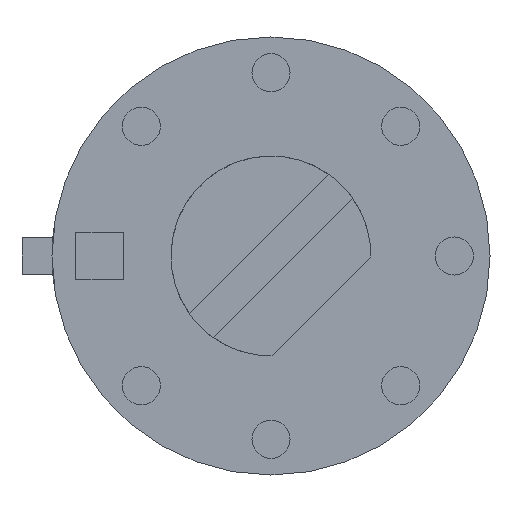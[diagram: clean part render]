
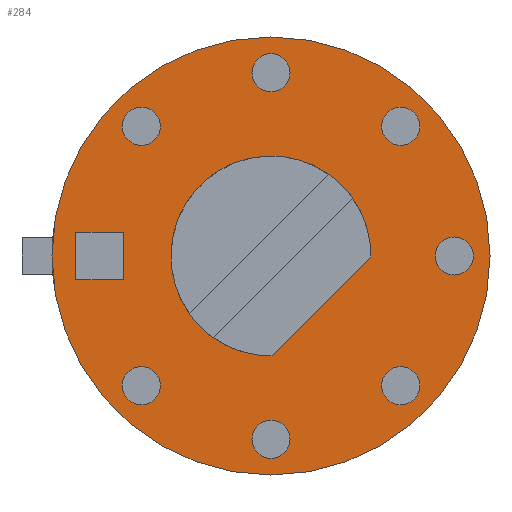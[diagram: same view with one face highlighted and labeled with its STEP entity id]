
A CAD part, left-side view. The second image highlights one B-rep face of the part: STEP entity #284.
In plain terms, the highlighted planar face has unit normal (-1, 0, 0).
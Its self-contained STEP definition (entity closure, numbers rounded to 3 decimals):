
#284=ADVANCED_FACE('',(#584,#585,#586,#587,#588,#589,#590,#591,#592,#593),#594,.T.);
#584=FACE_OUTER_BOUND('',#901,.T.);
#585=FACE_BOUND('',#902,.T.);
#586=FACE_BOUND('',#903,.T.);
#587=FACE_BOUND('',#904,.T.);
#588=FACE_BOUND('',#905,.T.);
#589=FACE_BOUND('',#906,.T.);
#590=FACE_BOUND('',#907,.T.);
#591=FACE_BOUND('',#908,.T.);
#592=FACE_BOUND('',#909,.T.);
#593=FACE_BOUND('',#910,.T.);
#594=PLANE('',#911);
#901=EDGE_LOOP('',(#1633,#1634));
#902=EDGE_LOOP('',(#1635,#1636,#1637,#1638));
#903=EDGE_LOOP('',(#1639,#1640));
#904=EDGE_LOOP('',(#1641,#1642));
#905=EDGE_LOOP('',(#1643,#1644));
#906=EDGE_LOOP('',(#1645,#1646));
#907=EDGE_LOOP('',(#1647,#1648));
#908=EDGE_LOOP('',(#1649,#1650));
#909=EDGE_LOOP('',(#1651,#1652));
#910=EDGE_LOOP('',(#1653,#1654,#1655,#1656));
#911=AXIS2_PLACEMENT_3D('',#1657,#1658,#1659);
#1633=ORIENTED_EDGE('',*,*,#1791,.T.);
#1634=ORIENTED_EDGE('',*,*,#2049,.T.);
#1635=ORIENTED_EDGE('',*,*,#1994,.T.);
#1636=ORIENTED_EDGE('',*,*,#1998,.T.);
#1637=ORIENTED_EDGE('',*,*,#2001,.T.);
#1638=ORIENTED_EDGE('',*,*,#2003,.T.);
#1639=ORIENTED_EDGE('',*,*,#2005,.T.);
#1640=ORIENTED_EDGE('',*,*,#1850,.T.);
#1641=ORIENTED_EDGE('',*,*,#2009,.T.);
#1642=ORIENTED_EDGE('',*,*,#1845,.T.);
#1643=ORIENTED_EDGE('',*,*,#2013,.T.);
#1644=ORIENTED_EDGE('',*,*,#1840,.T.);
#1645=ORIENTED_EDGE('',*,*,#2017,.T.);
#1646=ORIENTED_EDGE('',*,*,#1835,.T.);
#1647=ORIENTED_EDGE('',*,*,#2021,.T.);
#1648=ORIENTED_EDGE('',*,*,#1830,.T.);
#1649=ORIENTED_EDGE('',*,*,#2025,.T.);
#1650=ORIENTED_EDGE('',*,*,#1825,.T.);
#1651=ORIENTED_EDGE('',*,*,#2029,.T.);
#1652=ORIENTED_EDGE('',*,*,#1820,.T.);
#1653=ORIENTED_EDGE('',*,*,#2052,.F.);
#1654=ORIENTED_EDGE('',*,*,#2053,.F.);
#1655=ORIENTED_EDGE('',*,*,#1774,.F.);
#1656=ORIENTED_EDGE('',*,*,#1781,.F.);
#1657=CARTESIAN_POINT('',(-7.3,0.,0.));
#1658=DIRECTION('',(-1.0,0.,0.));
#1659=DIRECTION('',(0.,1.0,0.0));
#1774=EDGE_CURVE('',#2086,#2088,#2089,.T.);
#1781=EDGE_CURVE('',#2098,#2086,#2101,.T.);
#1791=EDGE_CURVE('',#2113,#2117,#2119,.T.);
#1820=EDGE_CURVE('',#2166,#2170,#2172,.T.);
#1825=EDGE_CURVE('',#2175,#2179,#2181,.T.);
#1830=EDGE_CURVE('',#2184,#2188,#2190,.T.);
#1835=EDGE_CURVE('',#2193,#2197,#2199,.T.);
#1840=EDGE_CURVE('',#2202,#2206,#2208,.T.);
#1845=EDGE_CURVE('',#2211,#2215,#2217,.T.);
#1850=EDGE_CURVE('',#2220,#2224,#2226,.T.);
#1994=EDGE_CURVE('',#2439,#2437,#2440,.T.);
#1998=EDGE_CURVE('',#2437,#2443,#2445,.T.);
#2001=EDGE_CURVE('',#2443,#2447,#2449,.T.);
#2003=EDGE_CURVE('',#2447,#2439,#2451,.T.);
#2005=EDGE_CURVE('',#2224,#2220,#2453,.T.);
#2009=EDGE_CURVE('',#2215,#2211,#2457,.T.);
#2013=EDGE_CURVE('',#2206,#2202,#2461,.T.);
#2017=EDGE_CURVE('',#2197,#2193,#2465,.T.);
#2021=EDGE_CURVE('',#2188,#2184,#2469,.T.);
#2025=EDGE_CURVE('',#2179,#2175,#2473,.T.);
#2029=EDGE_CURVE('',#2170,#2166,#2477,.T.);
#2049=EDGE_CURVE('',#2117,#2113,#2497,.T.);
#2052=EDGE_CURVE('',#2500,#2098,#2501,.T.);
#2053=EDGE_CURVE('',#2088,#2500,#2502,.T.);
#2086=VERTEX_POINT('',#2542);
#2088=VERTEX_POINT('',#2545);
#2089=CIRCLE('',#2546,2.1);
#2098=VERTEX_POINT('',#2557);
#2101=CIRCLE('',#2561,2.1);
#2113=VERTEX_POINT('',#2575);
#2117=VERTEX_POINT('',#2580);
#2119=CIRCLE('',#2583,4.6);
#2166=VERTEX_POINT('',#2640);
#2170=VERTEX_POINT('',#2645);
#2172=CIRCLE('',#2648,0.4);
#2175=VERTEX_POINT('',#2651);
#2179=VERTEX_POINT('',#2656);
#2181=CIRCLE('',#2659,0.4);
#2184=VERTEX_POINT('',#2662);
#2188=VERTEX_POINT('',#2667);
#2190=CIRCLE('',#2670,0.4);
#2193=VERTEX_POINT('',#2673);
#2197=VERTEX_POINT('',#2678);
#2199=CIRCLE('',#2681,0.4);
#2202=VERTEX_POINT('',#2684);
#2206=VERTEX_POINT('',#2689);
#2208=CIRCLE('',#2692,0.4);
#2211=VERTEX_POINT('',#2695);
#2215=VERTEX_POINT('',#2700);
#2217=CIRCLE('',#2703,0.4);
#2220=VERTEX_POINT('',#2706);
#2224=VERTEX_POINT('',#2711);
#2226=CIRCLE('',#2714,0.4);
#2437=VERTEX_POINT('',#3025);
#2439=VERTEX_POINT('',#3028);
#2440=LINE('',#3029,#3030);
#2443=VERTEX_POINT('',#3034);
#2445=LINE('',#3037,#3038);
#2447=VERTEX_POINT('',#3040);
#2449=LINE('',#3043,#3044);
#2451=LINE('',#3046,#3047);
#2453=CIRCLE('',#3049,0.4);
#2457=CIRCLE('',#3053,0.4);
#2461=CIRCLE('',#3057,0.4);
#2465=CIRCLE('',#3061,0.4);
#2469=CIRCLE('',#3065,0.4);
#2473=CIRCLE('',#3069,0.4);
#2477=CIRCLE('',#3073,0.4);
#2497=CIRCLE('',#3093,4.6);
#2500=VERTEX_POINT('',#3096);
#2501=CIRCLE('',#3097,2.1);
#2502=LINE('',#3098,#3099);
#2542=CARTESIAN_POINT('',(-7.3,1.485,-1.485));
#2545=CARTESIAN_POINT('',(-7.3,-0.021,-2.1));
#2546=AXIS2_PLACEMENT_3D('',#3153,#3154,#3155);
#2557=CARTESIAN_POINT('',(-7.3,-1.485,1.485));
#2561=AXIS2_PLACEMENT_3D('',#3165,#3166,#3167);
#2575=CARTESIAN_POINT('',(-7.3,0.,4.6));
#2580=CARTESIAN_POINT('',(-7.3,0.,-4.6));
#2583=AXIS2_PLACEMENT_3D('',#3184,#3185,#3186);
#2640=CARTESIAN_POINT('',(-7.3,3.005,2.44));
#2645=CARTESIAN_POINT('',(-7.3,2.44,3.005));
#2648=AXIS2_PLACEMENT_3D('',#3232,#3233,#3234);
#2651=CARTESIAN_POINT('',(-7.3,0.4,3.85));
#2656=CARTESIAN_POINT('',(-7.3,-0.4,3.85));
#2659=AXIS2_PLACEMENT_3D('',#3240,#3241,#3242);
#2662=CARTESIAN_POINT('',(-7.3,-2.44,3.005));
#2667=CARTESIAN_POINT('',(-7.3,-3.005,2.44));
#2670=AXIS2_PLACEMENT_3D('',#3248,#3249,#3250);
#2673=CARTESIAN_POINT('',(-7.3,-3.85,0.4));
#2678=CARTESIAN_POINT('',(-7.3,-3.85,-0.4));
#2681=AXIS2_PLACEMENT_3D('',#3256,#3257,#3258);
#2684=CARTESIAN_POINT('',(-7.3,-3.005,-2.44));
#2689=CARTESIAN_POINT('',(-7.3,-2.44,-3.005));
#2692=AXIS2_PLACEMENT_3D('',#3264,#3265,#3266);
#2695=CARTESIAN_POINT('',(-7.3,-0.4,-3.85));
#2700=CARTESIAN_POINT('',(-7.3,0.4,-3.85));
#2703=AXIS2_PLACEMENT_3D('',#3272,#3273,#3274);
#2706=CARTESIAN_POINT('',(-7.3,2.44,-3.005));
#2711=CARTESIAN_POINT('',(-7.3,3.005,-2.44));
#2714=AXIS2_PLACEMENT_3D('',#3280,#3281,#3282);
#3025=CARTESIAN_POINT('',(-7.3,4.1,-0.5));
#3028=CARTESIAN_POINT('',(-7.3,3.1,-0.5));
#3029=CARTESIAN_POINT('',(-7.3,1.8,-0.5));
#3030=VECTOR('',#3384,1.0);
#3034=CARTESIAN_POINT('',(-7.3,4.1,0.5));
#3037=CARTESIAN_POINT('',(-7.3,4.1,0.));
#3038=VECTOR('',#3387,1.0);
#3040=CARTESIAN_POINT('',(-7.3,3.1,0.5));
#3043=CARTESIAN_POINT('',(-7.3,1.8,0.5));
#3044=VECTOR('',#3389,1.0);
#3046=CARTESIAN_POINT('',(-7.3,3.1,0.));
#3047=VECTOR('',#3390,1.0);
#3049=AXIS2_PLACEMENT_3D('',#3391,#3392,#3393);
#3053=AXIS2_PLACEMENT_3D('',#3397,#3398,#3399);
#3057=AXIS2_PLACEMENT_3D('',#3403,#3404,#3405);
#3061=AXIS2_PLACEMENT_3D('',#3409,#3410,#3411);
#3065=AXIS2_PLACEMENT_3D('',#3415,#3416,#3417);
#3069=AXIS2_PLACEMENT_3D('',#3421,#3422,#3423);
#3073=AXIS2_PLACEMENT_3D('',#3427,#3428,#3429);
#3093=AXIS2_PLACEMENT_3D('',#3457,#3458,#3459);
#3096=CARTESIAN_POINT('',(-7.3,-2.1,-0.021));
#3097=AXIS2_PLACEMENT_3D('',#3463,#3464,#3465);
#3098=CARTESIAN_POINT('',(-7.3,-1.061,-1.061));
#3099=VECTOR('',#3466,1.0);
#3153=CARTESIAN_POINT('',(-7.3,0.,0.));
#3154=DIRECTION('',(-1.0,0.,0.));
#3155=DIRECTION('',(0.,-0.707,0.707));
#3165=CARTESIAN_POINT('',(-7.3,0.,0.));
#3166=DIRECTION('',(-1.0,0.,0.));
#3167=DIRECTION('',(0.,-0.707,0.707));
#3184=CARTESIAN_POINT('',(-7.3,0.,0.));
#3185=DIRECTION('',(-1.0,0.,0.));
#3186=DIRECTION('',(0.,0.,1.0));
#3232=CARTESIAN_POINT('',(-7.3,2.722,2.722));
#3233=DIRECTION('',(1.0,0.,0.));
#3234=DIRECTION('',(0.,0.707,-0.707));
#3240=CARTESIAN_POINT('',(-7.3,0.0,3.85));
#3241=DIRECTION('',(1.0,0.,0.));
#3242=DIRECTION('',(0.,1.0,0.));
#3248=CARTESIAN_POINT('',(-7.3,-2.722,2.722));
#3249=DIRECTION('',(1.0,0.,0.));
#3250=DIRECTION('',(0.,0.707,0.707));
#3256=CARTESIAN_POINT('',(-7.3,-3.85,0.0));
#3257=DIRECTION('',(1.0,0.,0.));
#3258=DIRECTION('',(0.,0.,1.0));
#3264=CARTESIAN_POINT('',(-7.3,-2.722,-2.722));
#3265=DIRECTION('',(1.0,0.,0.));
#3266=DIRECTION('',(0.,-0.707,0.707));
#3272=CARTESIAN_POINT('',(-7.3,0.0,-3.85));
#3273=DIRECTION('',(1.0,0.,0.));
#3274=DIRECTION('',(0.,-1.0,0.));
#3280=CARTESIAN_POINT('',(-7.3,2.722,-2.722));
#3281=DIRECTION('',(1.0,0.,0.));
#3282=DIRECTION('',(0.,-0.707,-0.707));
#3384=DIRECTION('',(0.,1.0,-0.0));
#3387=DIRECTION('',(0.,0.0,1.0));
#3389=DIRECTION('',(0.,-1.0,0.0));
#3390=DIRECTION('',(0.,0.0,-1.0));
#3391=CARTESIAN_POINT('',(-7.3,2.722,-2.722));
#3392=DIRECTION('',(1.0,0.,0.));
#3393=DIRECTION('',(0.,-0.707,-0.707));
#3397=CARTESIAN_POINT('',(-7.3,0.0,-3.85));
#3398=DIRECTION('',(1.0,0.,0.));
#3399=DIRECTION('',(0.,-1.0,0.));
#3403=CARTESIAN_POINT('',(-7.3,-2.722,-2.722));
#3404=DIRECTION('',(1.0,0.,0.));
#3405=DIRECTION('',(0.,-0.707,0.707));
#3409=CARTESIAN_POINT('',(-7.3,-3.85,0.0));
#3410=DIRECTION('',(1.0,0.,0.));
#3411=DIRECTION('',(0.,0.,1.0));
#3415=CARTESIAN_POINT('',(-7.3,-2.722,2.722));
#3416=DIRECTION('',(1.0,0.,0.));
#3417=DIRECTION('',(0.,0.707,0.707));
#3421=CARTESIAN_POINT('',(-7.3,0.0,3.85));
#3422=DIRECTION('',(1.0,0.,0.));
#3423=DIRECTION('',(0.,1.0,0.));
#3427=CARTESIAN_POINT('',(-7.3,2.722,2.722));
#3428=DIRECTION('',(1.0,0.,0.));
#3429=DIRECTION('',(0.,0.707,-0.707));
#3457=CARTESIAN_POINT('',(-7.3,0.,0.));
#3458=DIRECTION('',(-1.0,0.,0.));
#3459=DIRECTION('',(0.,0.,1.0));
#3463=CARTESIAN_POINT('',(-7.3,0.,0.));
#3464=DIRECTION('',(-1.0,0.,0.));
#3465=DIRECTION('',(0.,-0.707,0.707));
#3466=DIRECTION('',(0.,-0.707,0.707));
